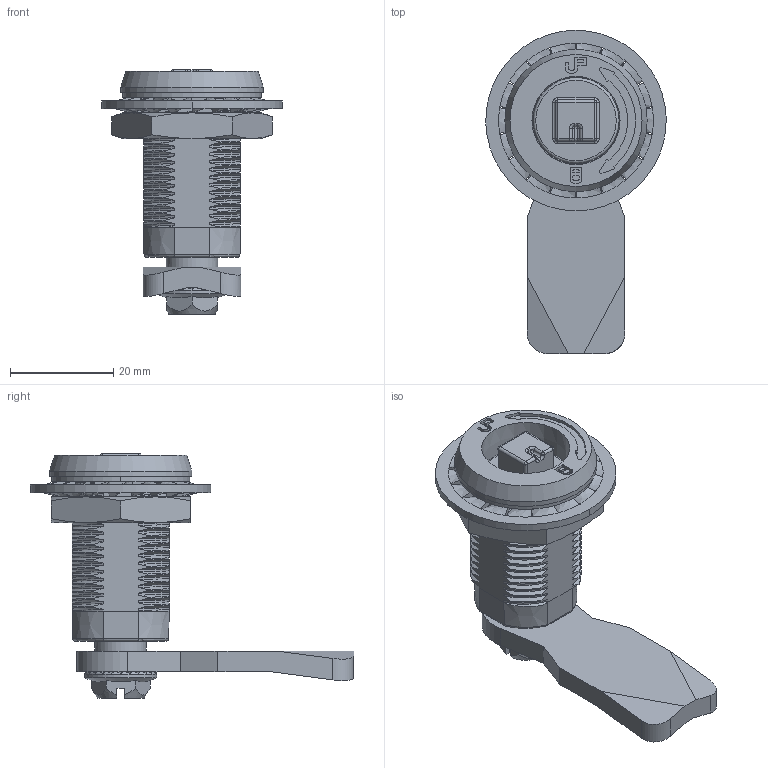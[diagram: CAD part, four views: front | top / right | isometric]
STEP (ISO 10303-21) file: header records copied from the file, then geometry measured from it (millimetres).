
FILE_DESCRIPTION(/* description */ (''),/* implementation_level */ '2;1');
FILE_NAME(/* name */ 'KC-3441.stp',/* time_stamp */ '2023-01-17T16:57:58+09:00',/* author */ ('user'),/* organization */ (''),/* preprocessor_version */ 'ST-DEVELOPER v15.6',/* originating_system */ 'Autodesk Inventor 2015',/* authorisation */ '');
FILE_SCHEMA (('AUTOMOTIVE_DESIGN { 1 0 10303 214 3 1 1 }'));
Products named in the file (4): AC-3441D_본체; 날개; 볼트; KC-3441
Bounding box: 34.99 x 62.65 x 47.5 mm (x, y, z)
Volume: 16550.6 mm3; surface area: 12986 mm2
Topology: 3 solids, 4 shells, 789 faces, 2369 edges, 1537 vertices
Faces by surface type: plane 281, cylinder 243, bspline 221, cone 22, torus 14, sphere 8
Full cylindrical faces by diameter (mm): 4.2 x1, 4.917 x1, 6 x2, 10 x1, 14 x1, 16.6 x1, 27.6 x1
Entity records: 85899 total; most frequent: CARTESIAN_POINT 66594, ORIENTED_EDGE 4672, DIRECTION 3021, EDGE_CURVE 2336, VERTEX_POINT 1530, LINE 1035, VECTOR 1035, AXIS2_PLACEMENT_3D 993
